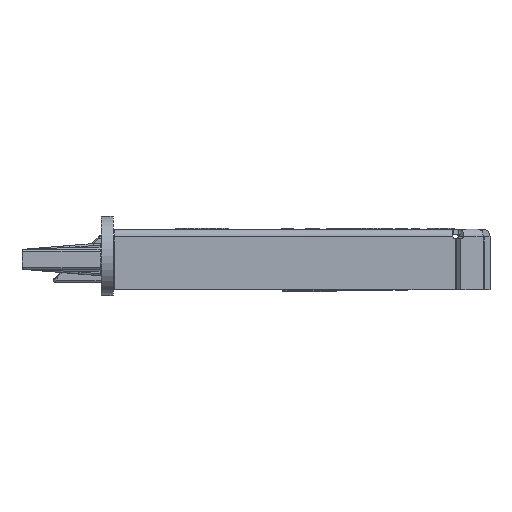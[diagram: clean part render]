
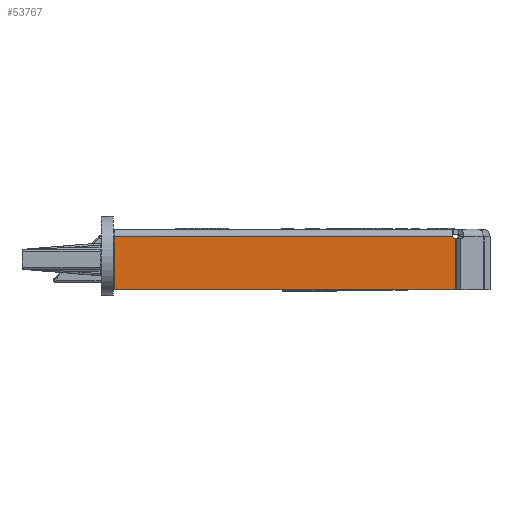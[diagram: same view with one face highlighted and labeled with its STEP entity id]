
A CAD part, front view. The second image highlights one B-rep face of the part: STEP entity #53767.
In plain terms, the highlighted planar face has unit normal (0, -1, 0).
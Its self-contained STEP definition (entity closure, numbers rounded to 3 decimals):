
#48802=DIRECTION('',(1.,0.,0.));
#48803=VECTOR('',#48802,85.368);
#48804=CARTESIAN_POINT('',(-61.8,-101.9,-0.5));
#48805=LINE('',#48804,#48803);
#48832=CARTESIAN_POINT('',(24.623,-101.9,0.171));
#48833=DIRECTION('',(0.,1.,0.));
#48834=DIRECTION('',(-0.419,0.,-0.908));
#48835=AXIS2_PLACEMENT_3D('',#48832,#48833,#48834);
#48840=DIRECTION('',(0.,0.,1.));
#48841=VECTOR('',#48840,12.8);
#48842=CARTESIAN_POINT('',(24.1,-101.9,-13.765));
#48843=LINE('',#48842,#48841);
#48847=DIRECTION('',(1.,0.,0.));
#48848=VECTOR('',#48847,85.9);
#48849=CARTESIAN_POINT('',(-61.8,-101.9,-13.765));
#48850=LINE('',#48849,#48848);
#48854=DIRECTION('',(0.,0.,-1.));
#48855=VECTOR('',#48854,13.265);
#48856=CARTESIAN_POINT('',(-61.8,-101.9,-0.5));
#48857=LINE('',#48856,#48855);
#52994=CARTESIAN_POINT('',(-61.8,-101.9,-13.765));
#52996=VERTEX_POINT('',#52994);
#53138=CARTESIAN_POINT('',(24.1,-101.9,-13.765));
#53139=VERTEX_POINT('',#53138);
#53164=CARTESIAN_POINT('',(24.1,-101.9,-0.965));
#53165=VERTEX_POINT('',#53164);
#53260=CARTESIAN_POINT('',(-61.8,-101.9,-0.5));
#53261=VERTEX_POINT('',#53260);
#53264=CARTESIAN_POINT('',(23.568,-101.9,-0.5));
#53265=VERTEX_POINT('',#53264);
#53752=CARTESIAN_POINT('',(0.,-101.9,100.935));
#53753=DIRECTION('',(0.,-1.,0.));
#53754=DIRECTION('',(1.,0.,0.));
#53755=AXIS2_PLACEMENT_3D('',#53752,#53753,#53754);
#53756=PLANE('',#53755);
#53757=ORIENTED_EDGE('',*,*,#53742,.T.);
#53758=ORIENTED_EDGE('',*,*,#53685,.F.);
#53760=ORIENTED_EDGE('',*,*,#53759,.F.);
#53762=ORIENTED_EDGE('',*,*,#53761,.F.);
#53764=ORIENTED_EDGE('',*,*,#53763,.F.);
#53765=EDGE_LOOP('',(#53757,#53758,#53760,#53762,#53764));
#53766=FACE_OUTER_BOUND('',#53765,.F.);
#48836=CIRCLE('',#48835,1.25);
#53685=EDGE_CURVE('',#53165,#53265,#48836,.T.);
#53742=EDGE_CURVE('',#53261,#53265,#48805,.T.);
#53759=EDGE_CURVE('',#53139,#53165,#48843,.T.);
#53761=EDGE_CURVE('',#52996,#53139,#48850,.T.);
#53763=EDGE_CURVE('',#53261,#52996,#48857,.T.);
#53767=ADVANCED_FACE('',(#53766),#53756,.T.);
